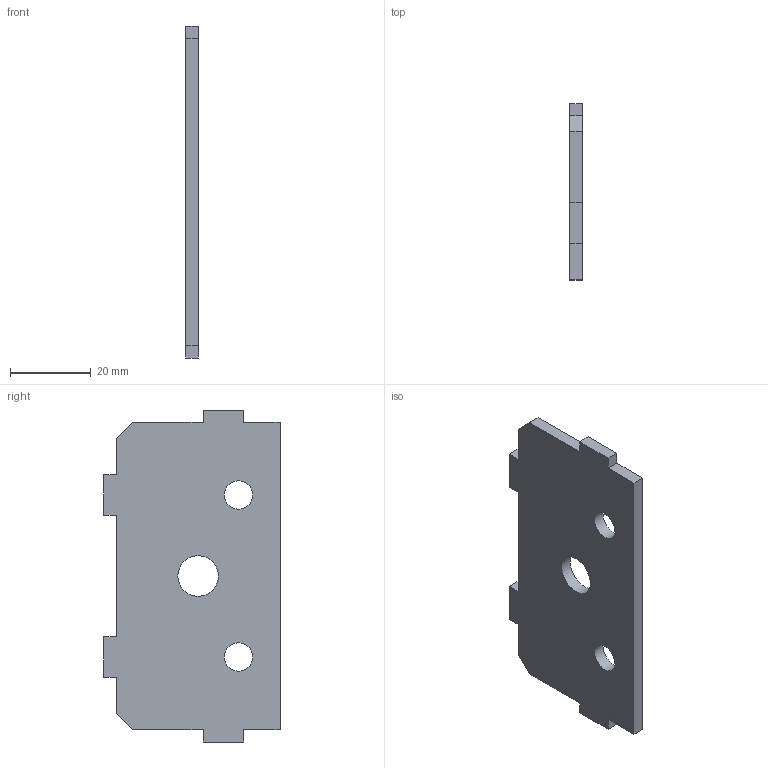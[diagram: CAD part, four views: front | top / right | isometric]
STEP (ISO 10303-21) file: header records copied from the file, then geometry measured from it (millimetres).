
FILE_DESCRIPTION(('FreeCAD Model'),'2;1');
FILE_NAME('Open CASCADE Shape Model','2024-07-17T22:47:19',(''),(''), 'Open CASCADE STEP processor 7.6','FreeCAD','Unknown');
FILE_SCHEMA(('AUTOMOTIVE_DESIGN { 1 0 10303 214 1 1 1 1 }'));
Length unit declared in the file: millimetre
Products named in the file (1): Body
Bounding box: 3 x 43.5 x 82 mm (x, y, z)
Volume: 9079.5 mm3; surface area: 7036.1 mm2
Topology: 1 solids, 1 shells, 27 faces, 75 edges, 50 vertices
Faces by surface type: plane 24, cylinder 3
Full cylindrical faces by diameter (mm): 7 x2, 10 x1
Entity records: 889 total; most frequent: CARTESIAN_POINT 153, ORIENTED_EDGE 150, DIRECTION 137, EDGE_CURVE 75, LINE 69, VECTOR 69, VERTEX_POINT 50, AXIS2_PLACEMENT_3D 34
